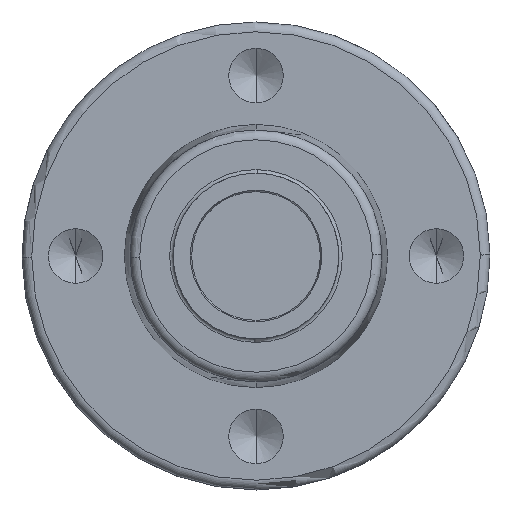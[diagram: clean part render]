
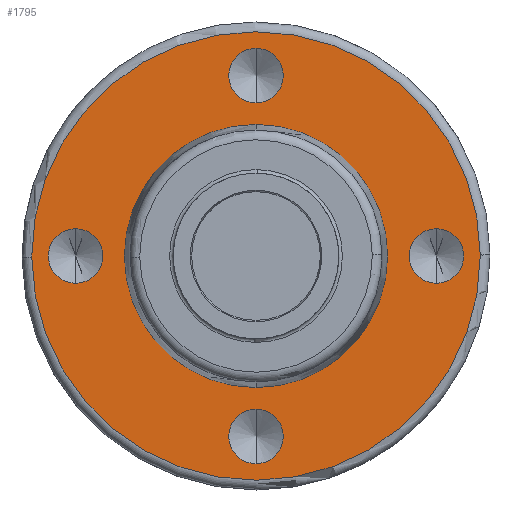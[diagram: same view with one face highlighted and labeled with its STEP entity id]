
A CAD part, left-side view. The second image highlights one B-rep face of the part: STEP entity #1795.
In plain terms, the highlighted planar face has unit normal (-1, 0, 0).
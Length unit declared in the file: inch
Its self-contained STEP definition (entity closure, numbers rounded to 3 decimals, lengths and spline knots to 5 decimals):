
#540=CARTESIAN_POINT('',(0.,0.,
0.));
#541=DIRECTION('',(-1.,0.,0.));
#542=DIRECTION('',(0.,1.,-0.005));
#543=AXIS2_PLACEMENT_3D('',#540,#541,#542);
#545=CARTESIAN_POINT('',(0.,0.,
0.));
#546=DIRECTION('',(-1.,0.,0.));
#547=DIRECTION('',(0.,1.,0.));
#548=AXIS2_PLACEMENT_3D('',#545,#546,#547);
#550=CARTESIAN_POINT('',(0.,0.,
0.));
#551=DIRECTION('',(-1.,0.,0.));
#552=DIRECTION('',(0.,-1.,0.005));
#553=AXIS2_PLACEMENT_3D('',#550,#551,#552);
#555=CARTESIAN_POINT('',(0.,-0.36417,0.));
#556=DIRECTION('',(1.,0.,0.));
#557=DIRECTION('',(0.,0.,1.));
#558=AXIS2_PLACEMENT_3D('',#555,#556,#557);
#560=CARTESIAN_POINT('',(0.,-0.36417,0.));
#561=DIRECTION('',(1.,0.,0.));
#562=DIRECTION('',(0.,0.,-1.));
#563=AXIS2_PLACEMENT_3D('',#560,#561,#562);
#565=CARTESIAN_POINT('',(0.,0.36417,0.));
#566=DIRECTION('',(1.,0.,0.));
#567=DIRECTION('',(0.,0.,1.));
#568=AXIS2_PLACEMENT_3D('',#565,#566,#567);
#570=CARTESIAN_POINT('',(0.,0.36417,0.));
#571=DIRECTION('',(1.,0.,0.));
#572=DIRECTION('',(0.,0.,-1.));
#573=AXIS2_PLACEMENT_3D('',#570,#571,#572);
#575=CARTESIAN_POINT('',(0.,0.,-0.36417));
#576=DIRECTION('',(1.,0.,0.));
#577=DIRECTION('',(0.,0.,1.));
#578=AXIS2_PLACEMENT_3D('',#575,#576,#577);
#580=CARTESIAN_POINT('',(0.,0.,-0.36417));
#581=DIRECTION('',(1.,0.,0.));
#582=DIRECTION('',(0.,0.,-1.));
#583=AXIS2_PLACEMENT_3D('',#580,#581,#582);
#585=CARTESIAN_POINT('',(0.,0.,0.36417));
#586=DIRECTION('',(1.,0.,0.));
#587=DIRECTION('',(0.,0.,1.));
#588=AXIS2_PLACEMENT_3D('',#585,#586,#587);
#590=CARTESIAN_POINT('',(0.,0.,0.36417));
#591=DIRECTION('',(1.,0.,0.));
#592=DIRECTION('',(0.,0.,-1.));
#593=AXIS2_PLACEMENT_3D('',#590,#591,#592);
#595=CARTESIAN_POINT('',(0.,0.,0.));
#596=DIRECTION('',(1.,0.,0.));
#597=DIRECTION('',(0.,0.,1.));
#598=AXIS2_PLACEMENT_3D('',#595,#596,#597);
#600=CARTESIAN_POINT('',(0.,0.,0.));
#601=DIRECTION('',(1.,0.,0.));
#602=DIRECTION('',(0.,0.,-1.));
#603=AXIS2_PLACEMENT_3D('',#600,#601,#602);
#625=CARTESIAN_POINT('',(0.,0.,
0.));
#626=DIRECTION('',(1.,0.,0.));
#627=DIRECTION('',(0.,-1.,0.005));
#628=AXIS2_PLACEMENT_3D('',#625,#626,#627);
#1174=CARTESIAN_POINT('',(0.,-0.45275,
0.00242));
#1175=CARTESIAN_POINT('',(0.,0.45275,0.));
#1176=VERTEX_POINT('',#1174);
#1177=VERTEX_POINT('',#1175);
#1178=CARTESIAN_POINT('',(0.,0.45275,
-0.00242));
#1179=VERTEX_POINT('',#1178);
#1272=CARTESIAN_POINT('',(0.,-0.36417,0.05512));
#1274=VERTEX_POINT('',#1272);
#1278=CARTESIAN_POINT('',(0.,-0.36417,-0.05512));
#1279=VERTEX_POINT('',#1278);
#1280=CARTESIAN_POINT('',(0.,0.36417,0.05512));
#1282=VERTEX_POINT('',#1280);
#1286=CARTESIAN_POINT('',(0.,0.36417,-0.05512));
#1287=VERTEX_POINT('',#1286);
#1288=CARTESIAN_POINT('',(0.,0.,-0.30906));
#1290=VERTEX_POINT('',#1288);
#1294=CARTESIAN_POINT('',(0.,0.,-0.41929));
#1295=VERTEX_POINT('',#1294);
#1296=CARTESIAN_POINT('',(0.,0.,0.41929));
#1298=VERTEX_POINT('',#1296);
#1302=CARTESIAN_POINT('',(0.,0.,0.30906));
#1303=VERTEX_POINT('',#1302);
#1304=CARTESIAN_POINT('',(0.,0.,-0.26575));
#1305=CARTESIAN_POINT('',(0.,0.,0.26575));
#1306=VERTEX_POINT('',#1304);
#1307=VERTEX_POINT('',#1305);
#1410=CARTESIAN_POINT('',(0.,-0.45275,0.));
#1411=VERTEX_POINT('',#1410);
#1752=CARTESIAN_POINT('',(0.,0.,0.));
#1753=DIRECTION('',(1.,0.,0.));
#1754=DIRECTION('',(0.,0.,1.));
#1755=AXIS2_PLACEMENT_3D('',#1752,#1753,#1754);
#1756=PLANE('',#1755);
#1758=ORIENTED_EDGE('',*,*,#1757,.F.);
#1759=ORIENTED_EDGE('',*,*,#1741,.F.);
#1760=ORIENTED_EDGE('',*,*,#1739,.F.);
#1762=ORIENTED_EDGE('',*,*,#1761,.T.);
#1763=EDGE_LOOP('',(#1758,#1759,#1760,#1762));
#1764=FACE_OUTER_BOUND('',#1763,.F.);
#1766=ORIENTED_EDGE('',*,*,#1765,.F.);
#1768=ORIENTED_EDGE('',*,*,#1767,.F.);
#1769=EDGE_LOOP('',(#1766,#1768));
#1770=FACE_BOUND('',#1769,.F.);
#1772=ORIENTED_EDGE('',*,*,#1771,.F.);
#1774=ORIENTED_EDGE('',*,*,#1773,.F.);
#1775=EDGE_LOOP('',(#1772,#1774));
#1776=FACE_BOUND('',#1775,.F.);
#1778=ORIENTED_EDGE('',*,*,#1777,.F.);
#1780=ORIENTED_EDGE('',*,*,#1779,.F.);
#1781=EDGE_LOOP('',(#1778,#1780));
#1782=FACE_BOUND('',#1781,.F.);
#1784=ORIENTED_EDGE('',*,*,#1783,.F.);
#1786=ORIENTED_EDGE('',*,*,#1785,.F.);
#1787=EDGE_LOOP('',(#1784,#1786));
#1788=FACE_BOUND('',#1787,.F.);
#1790=ORIENTED_EDGE('',*,*,#1789,.F.);
#1792=ORIENTED_EDGE('',*,*,#1791,.F.);
#1793=EDGE_LOOP('',(#1790,#1792));
#1794=FACE_BOUND('',#1793,.F.);
#1795=ADVANCED_FACE('',(#1764,#1770,#1776,#1782,#1788,#1794),#1756,.F.);
#544=CIRCLE('',#543,0.45275);
#549=CIRCLE('',#548,0.45276);
#554=CIRCLE('',#553,0.45275);
#559=CIRCLE('',#558,0.05512);
#564=CIRCLE('',#563,0.05512);
#569=CIRCLE('',#568,0.05512);
#574=CIRCLE('',#573,0.05512);
#579=CIRCLE('',#578,0.05512);
#584=CIRCLE('',#583,0.05512);
#589=CIRCLE('',#588,0.05512);
#594=CIRCLE('',#593,0.05512);
#599=CIRCLE('',#598,0.26575);
#604=CIRCLE('',#603,0.26575);
#629=CIRCLE('',#628,0.45276);
#1739=EDGE_CURVE('',#1176,#1177,#554,.T.);
#1741=EDGE_CURVE('',#1177,#1179,#549,.T.);
#1757=EDGE_CURVE('',#1179,#1411,#544,.T.);
#1761=EDGE_CURVE('',#1176,#1411,#629,.T.);
#1765=EDGE_CURVE('',#1274,#1279,#559,.T.);
#1767=EDGE_CURVE('',#1279,#1274,#564,.T.);
#1771=EDGE_CURVE('',#1282,#1287,#569,.T.);
#1773=EDGE_CURVE('',#1287,#1282,#574,.T.);
#1777=EDGE_CURVE('',#1290,#1295,#579,.T.);
#1779=EDGE_CURVE('',#1295,#1290,#584,.T.);
#1783=EDGE_CURVE('',#1298,#1303,#589,.T.);
#1785=EDGE_CURVE('',#1303,#1298,#594,.T.);
#1789=EDGE_CURVE('',#1307,#1306,#599,.T.);
#1791=EDGE_CURVE('',#1306,#1307,#604,.T.);
